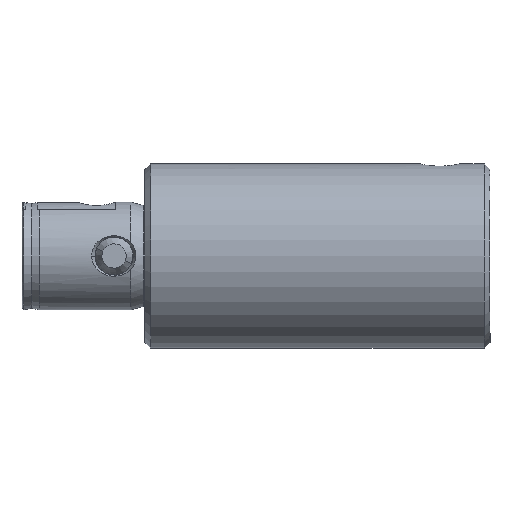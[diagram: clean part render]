
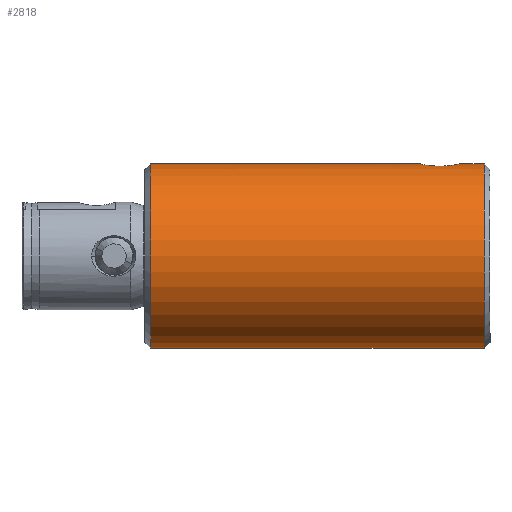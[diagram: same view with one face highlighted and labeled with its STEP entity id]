
A CAD part, front view. The second image highlights one B-rep face of the part: STEP entity #2818.
In plain terms, the highlighted cylindrical face has radius 12 mm (diameter 24 mm), a partial arc.
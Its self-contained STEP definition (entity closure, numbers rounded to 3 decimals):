
#23 = CARTESIAN_POINT ( 'NONE',  ( 11.895, -1.587, 8.617 ) ) ;
#61 = CARTESIAN_POINT ( 'NONE',  ( 12., 0., 45. ) ) ;
#187 = LINE ( 'NONE', #3185, #1161 ) ;
#225 = AXIS2_PLACEMENT_3D ( 'NONE', #1721, #4002, #2043 ) ;
#253 = DIRECTION ( 'NONE',  ( 0., 0., 1. ) ) ;
#265 = ORIENTED_EDGE ( 'NONE', *, *, #3009, .F. ) ;
#300 = CARTESIAN_POINT ( 'NONE',  ( 11.744, -2.466, 5.709 ) ) ;
#322 = CARTESIAN_POINT ( 'NONE',  ( 11.719, -2.583, 6.21 ) ) ;
#339 = CARTESIAN_POINT ( 'NONE',  ( 11.945, -1.153, 8.886 ) ) ;
#354 = ORIENTED_EDGE ( 'NONE', *, *, #464, .T. ) ;
#399 = CARTESIAN_POINT ( 'NONE',  ( 12., 0., 0.75 ) ) ;
#438 = EDGE_CURVE ( 'NONE', #1582, #2055, #3667, .T. ) ;
#464 = EDGE_CURVE ( 'NONE', #618, #1582, #187, .T. ) ;
#470 = VECTOR ( 'NONE', #2277, 1000. ) ;
#558 = AXIS2_PLACEMENT_3D ( 'NONE', #1768, #4055, #2096 ) ;
#618 = VERTEX_POINT ( 'NONE', #1891 ) ;
#650 = CARTESIAN_POINT ( 'NONE',  ( 11.715, -2.6, 6.719 ) ) ;
#669 = CARTESIAN_POINT ( 'NONE',  ( 11.982, -0.677, 9.066 ) ) ;
#802 = CYLINDRICAL_SURFACE ( 'NONE', #225, 12. ) ;
#994 = CARTESIAN_POINT ( 'NONE',  ( 11.733, -2.516, 7.226 ) ) ;
#1009 = CARTESIAN_POINT ( 'NONE',  ( 12., -0.17, 9.15 ) ) ;
#1065 = CARTESIAN_POINT ( 'NONE',  ( 11.972, -0.84, 4.084 ) ) ;
#1104 = EDGE_CURVE ( 'NONE', #3331, #2055, #1345, .T. ) ;
#1161 = VECTOR ( 'NONE', #3843, 1000. ) ;
#1172 = ORIENTED_EDGE ( 'NONE', *, *, #1104, .F. ) ;
#1265 = CARTESIAN_POINT ( 'NONE',  ( -12., 0., 0.75 ) ) ;
#1289 = CARTESIAN_POINT ( 'NONE',  ( 11.93, -1.304, 4.294 ) ) ;
#1309 = CARTESIAN_POINT ( 'NONE',  ( 12., -0.172, 3.95 ) ) ;
#1312 = CARTESIAN_POINT ( 'NONE',  ( 11.771, -2.336, 7.704 ) ) ;
#1345 = LINE ( 'NONE', #1931, #470 ) ;
#1582 = VERTEX_POINT ( 'NONE', #1265 ) ;
#1627 = CARTESIAN_POINT ( 'NONE',  ( 11.877, -1.719, 4.592 ) ) ;
#1642 = CARTESIAN_POINT ( 'NONE',  ( 11.821, -2.067, 8.136 ) ) ;
#1717 = CARTESIAN_POINT ( 'NONE',  ( 11.945, -1.155, 4.214 ) ) ;
#1721 = CARTESIAN_POINT ( 'NONE',  ( 0., 0., 45. ) ) ;
#1768 = CARTESIAN_POINT ( 'NONE',  ( 0., 0., 44.25 ) ) ;
#1891 = CARTESIAN_POINT ( 'NONE',  ( -12., 0., 44.25 ) ) ;
#1931 = CARTESIAN_POINT ( 'NONE',  ( 12., 0., 45. ) ) ;
#1948 = EDGE_LOOP ( 'NONE', ( #265, #2252, #354, #2352, #1172, #2364 ) ) ;
#1954 = CARTESIAN_POINT ( 'NONE',  ( 11.784, -2.271, 5.24 ) ) ;
#1973 = CARTESIAN_POINT ( 'NONE',  ( 11.877, -1.718, 8.509 ) ) ;
#1997 = EDGE_CURVE ( 'NONE', #3331, #3428, #2811, .T. ) ;
#2043 = DIRECTION ( 'NONE',  ( -1., 0., 0. ) ) ;
#2055 = VERTEX_POINT ( 'NONE', #399 ) ;
#2080 = CIRCLE ( 'NONE', #558, 12. ) ;
#2096 = DIRECTION ( 'NONE',  ( 1., 0., 0. ) ) ;
#2203 = CARTESIAN_POINT ( 'NONE',  ( 0., 0., 0.75 ) ) ;
#2252 = ORIENTED_EDGE ( 'NONE', *, *, #3164, .T. ) ;
#2266 = CARTESIAN_POINT ( 'NONE',  ( 12., 0., 44.25 ) ) ;
#2277 = DIRECTION ( 'NONE',  ( 0., 0., -1. ) ) ;
#2290 = CARTESIAN_POINT ( 'NONE',  ( 11.733, -2.516, 5.874 ) ) ;
#2308 = CARTESIAN_POINT ( 'NONE',  ( 11.93, -1.306, 8.805 ) ) ;
#2352 = ORIENTED_EDGE ( 'NONE', *, *, #438, .T. ) ;
#2364 = ORIENTED_EDGE ( 'NONE', *, *, #1997, .T. ) ;
#2489 = VECTOR ( 'NONE', #3661, 1000. ) ;
#2544 = DIRECTION ( 'NONE',  ( 1., 0., 0. ) ) ;
#2623 = CARTESIAN_POINT ( 'NONE',  ( 11.715, -2.6, 6.379 ) ) ;
#2640 = CARTESIAN_POINT ( 'NONE',  ( 11.972, -0.839, 9.017 ) ) ;
#2811 = B_SPLINE_CURVE_WITH_KNOTS ( 'NONE', 3,
 ( #3602, #1309, #3265, #3927, #1065, #1717, #1289, #3580, #1627, #3907, #1954, #300, #2290, #322, #2623, #650, #2948, #994, #3266, #1312, #3603, #1642, #3928, #1973, #23, #2308, #339, #2640, #669, #2966, #1009, #3284 ),
 .UNSPECIFIED., .F., .F.,
 ( 4, 2, 2, 2, 2, 2, 2, 2, 2, 2, 2, 2, 2, 2, 2, 4 ),
 ( 0., 0.001, 0.001, 0.002, 0.002, 0.003, 0.004, 0.004, 0.005, 0.005, 0.006, 0.006, 0.007, 0.007, 0.008, 0.008 ),
 .UNSPECIFIED. ) ;
#2815 = CARTESIAN_POINT ( 'NONE',  ( 12., 0., 3.95 ) ) ;
#2818 = ADVANCED_FACE ( 'NONE', ( #3407 ), #802, .T. ) ;
#2948 = CARTESIAN_POINT ( 'NONE',  ( 11.719, -2.583, 6.892 ) ) ;
#2966 = CARTESIAN_POINT ( 'NONE',  ( 11.996, -0.343, 9.133 ) ) ;
#2977 = AXIS2_PLACEMENT_3D ( 'NONE', #2203, #253, #2544 ) ;
#3009 = EDGE_CURVE ( 'NONE', #3426, #3428, #4217, .T. ) ;
#3164 = EDGE_CURVE ( 'NONE', #3426, #618, #2080, .T. ) ;
#3185 = CARTESIAN_POINT ( 'NONE',  ( -12., 0., 45. ) ) ;
#3245 = CARTESIAN_POINT ( 'NONE',  ( 12., 0., 9.15 ) ) ;
#3265 = CARTESIAN_POINT ( 'NONE',  ( 11.996, -0.342, 3.967 ) ) ;
#3266 = CARTESIAN_POINT ( 'NONE',  ( 11.744, -2.467, 7.388 ) ) ;
#3284 = CARTESIAN_POINT ( 'NONE',  ( 12., 0., 9.15 ) ) ;
#3331 = VERTEX_POINT ( 'NONE', #2815 ) ;
#3407 = FACE_OUTER_BOUND ( 'NONE', #1948, .T. ) ;
#3426 = VERTEX_POINT ( 'NONE', #2266 ) ;
#3428 = VERTEX_POINT ( 'NONE', #3245 ) ;
#3580 = CARTESIAN_POINT ( 'NONE',  ( 11.896, -1.586, 4.483 ) ) ;
#3602 = CARTESIAN_POINT ( 'NONE',  ( 12., 0., 3.95 ) ) ;
#3603 = CARTESIAN_POINT ( 'NONE',  ( 11.787, -2.255, 7.855 ) ) ;
#3661 = DIRECTION ( 'NONE',  ( 0., 0., -1. ) ) ;
#3667 = CIRCLE ( 'NONE', #2977, 12. ) ;
#3843 = DIRECTION ( 'NONE',  ( 0., 0., -1. ) ) ;
#3907 = CARTESIAN_POINT ( 'NONE',  ( 11.821, -2.078, 4.951 ) ) ;
#3927 = CARTESIAN_POINT ( 'NONE',  ( 11.982, -0.675, 4.033 ) ) ;
#3928 = CARTESIAN_POINT ( 'NONE',  ( 11.84, -1.959, 8.268 ) ) ;
#4002 = DIRECTION ( 'NONE',  ( 0., 0., -1. ) ) ;
#4055 = DIRECTION ( 'NONE',  ( 0., 0., -1. ) ) ;
#4217 = LINE ( 'NONE', #61, #2489 ) ;
